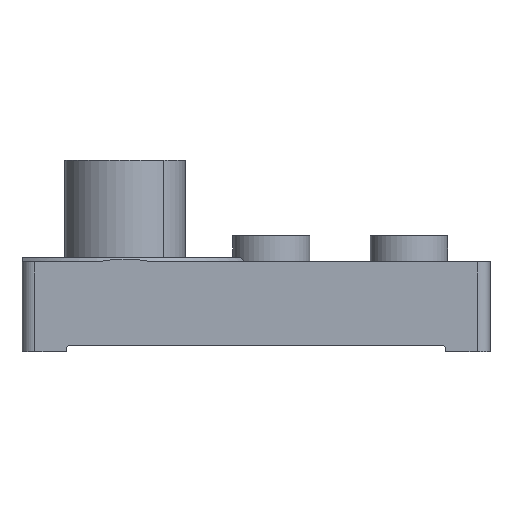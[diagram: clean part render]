
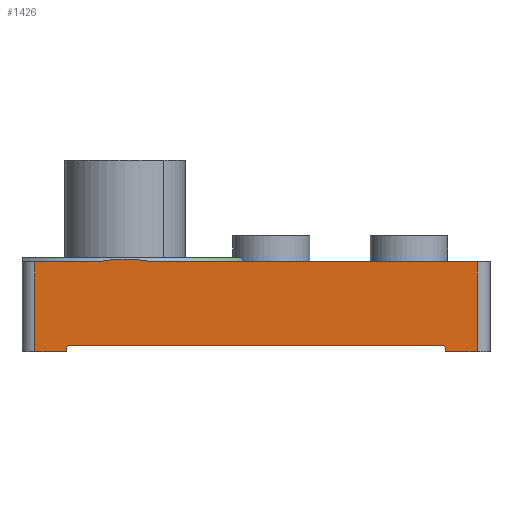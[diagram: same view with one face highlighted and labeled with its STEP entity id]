
A CAD part, left-side view. The second image highlights one B-rep face of the part: STEP entity #1426.
In plain terms, the highlighted planar face has unit normal (-1, 0, 0).
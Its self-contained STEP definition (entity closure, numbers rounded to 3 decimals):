
#1426=ADVANCED_FACE('',(#3025),#26797,.T.);
#3025=FACE_OUTER_BOUND('',#4806,.T.);
#4806=EDGE_LOOP('',(#11697,#11698,#11699,#11700,#11701,#11702,#11703,#11704,
#11705,#11706,#11707,#11708));
#11697=ORIENTED_EDGE('',*,*,#17250,.F.);
#11698=ORIENTED_EDGE('',*,*,#17090,.T.);
#11699=ORIENTED_EDGE('',*,*,#17110,.F.);
#11700=ORIENTED_EDGE('',*,*,#17119,.F.);
#11701=ORIENTED_EDGE('',*,*,#17111,.F.);
#11702=ORIENTED_EDGE('',*,*,#17121,.F.);
#11703=ORIENTED_EDGE('',*,*,#17112,.F.);
#11704=ORIENTED_EDGE('',*,*,#17117,.T.);
#11705=ORIENTED_EDGE('',*,*,#17251,.T.);
#11706=ORIENTED_EDGE('',*,*,#16156,.F.);
#11707=ORIENTED_EDGE('',*,*,#16068,.F.);
#11708=ORIENTED_EDGE('',*,*,#16154,.F.);
#16068=EDGE_CURVE('',#24066,#24067,#21791,.T.);
#16154=EDGE_CURVE('',#24139,#24066,#21852,.T.);
#16156=EDGE_CURVE('',#24067,#24140,#21854,.T.);
#17090=EDGE_CURVE('',#24617,#24638,#22235,.T.);
#17110=EDGE_CURVE('',#24637,#24638,#22249,.T.);
#17111=EDGE_CURVE('',#24640,#24639,#22250,.T.);
#17112=EDGE_CURVE('',#24642,#24641,#22251,.T.);
#17117=EDGE_CURVE('',#24642,#24619,#22256,.T.);
#17119=EDGE_CURVE('',#24639,#24637,#20010,.T.);
#17121=EDGE_CURVE('',#24641,#24640,#20012,.T.);
#17250=EDGE_CURVE('',#24617,#24139,#20113,.T.);
#17251=EDGE_CURVE('',#24619,#24140,#20114,.T.);
#20010=(
BOUNDED_CURVE()
B_SPLINE_CURVE(2,(#46134,#46135,#46136),.UNSPECIFIED.,.F.,.F.)
B_SPLINE_CURVE_WITH_KNOTS((3,3),(-54.675,-53.104),
 .UNSPECIFIED.)
CURVE()
GEOMETRIC_REPRESENTATION_ITEM()
RATIONAL_B_SPLINE_CURVE((1.,0.707,1.))
REPRESENTATION_ITEM('')
);
#20012=(
BOUNDED_CURVE()
B_SPLINE_CURVE(2,(#46140,#46141,#46142),.UNSPECIFIED.,.F.,.F.)
B_SPLINE_CURVE_WITH_KNOTS((3,3),(-142.439,-140.868),
 .UNSPECIFIED.)
CURVE()
GEOMETRIC_REPRESENTATION_ITEM()
RATIONAL_B_SPLINE_CURVE((1.,0.707,1.))
REPRESENTATION_ITEM('')
);
#20113=(
BOUNDED_CURVE()
B_SPLINE_CURVE(1,(#46474,#46475,#46476,#46477),.UNSPECIFIED.,.F.,.F.)
B_SPLINE_CURVE_WITH_KNOTS((2,1,1,2),(-19.05,-17.361,-15.561,
1.8),.UNSPECIFIED.)
CURVE()
GEOMETRIC_REPRESENTATION_ITEM()
RATIONAL_B_SPLINE_CURVE((1.,1.,1.,1.))
REPRESENTATION_ITEM('')
);
#20114=(
BOUNDED_CURVE()
B_SPLINE_CURVE(1,(#46478,#46479,#46480,#46481),.UNSPECIFIED.,.F.,.F.)
B_SPLINE_CURVE_WITH_KNOTS((2,1,1,2),(-4.05,-2.361,
-0.561,16.8),.UNSPECIFIED.)
CURVE()
GEOMETRIC_REPRESENTATION_ITEM()
RATIONAL_B_SPLINE_CURVE((1.,1.,1.,1.))
REPRESENTATION_ITEM('')
);
#21791=B_SPLINE_CURVE_WITH_KNOTS('',3,(#42821,#42822,#42823,#42824,#42825,
#42826,#42827,#42828,#42829,#42830,#42831,#42832,#42833,#42834,#42835,#42836,
#42837,#42838,#42839),.UNSPECIFIED.,.F.,.F.,(4,2,2,2,3,2,2,2,4),(0.,1.62,
3.24,4.86,6.48,8.1,9.72,
11.34,12.959),.UNSPECIFIED.);
#21852=B_SPLINE_CURVE_WITH_KNOTS('',1,(#43068,#43069),.UNSPECIFIED.,.F.,
 .F.,(2,2),(0.,14.536),.UNSPECIFIED.);
#21854=B_SPLINE_CURVE_WITH_KNOTS('',1,(#43072,#43073,#43074),
 .UNSPECIFIED.,.F.,.F.,(2,1,2),(0.,43.71,75.398),
 .UNSPECIFIED.);
#22235=B_SPLINE_CURVE_WITH_KNOTS('',1,(#46071,#46072),.UNSPECIFIED.,.F.,
 .F.,(2,2),(-102.781,-95.487),.UNSPECIFIED.);
#22249=B_SPLINE_CURVE_WITH_KNOTS('',1,(#46116,#46117),.UNSPECIFIED.,.F.,
 .F.,(2,2),(-53.104,-52.604),.UNSPECIFIED.);
#22250=B_SPLINE_CURVE_WITH_KNOTS('',1,(#46118,#46119),.UNSPECIFIED.,.F.,
 .F.,(2,2),(18.572,104.765),.UNSPECIFIED.);
#22251=B_SPLINE_CURVE_WITH_KNOTS('',1,(#46120,#46121),.UNSPECIFIED.,.F.,
 .F.,(2,2),(-21.362,-20.862),.UNSPECIFIED.);
#22256=B_SPLINE_CURVE_WITH_KNOTS('',1,(#46130,#46131),.UNSPECIFIED.,.F.,
 .F.,(2,2),(-7.294,0.),.UNSPECIFIED.);
#24066=VERTEX_POINT('',#34447);
#24067=VERTEX_POINT('',#34448);
#24139=VERTEX_POINT('',#34520);
#24140=VERTEX_POINT('',#34521);
#24617=VERTEX_POINT('',#34998);
#24619=VERTEX_POINT('',#35000);
#24637=VERTEX_POINT('',#35018);
#24638=VERTEX_POINT('',#35019);
#24639=VERTEX_POINT('',#35020);
#24640=VERTEX_POINT('',#35021);
#24641=VERTEX_POINT('',#35022);
#24642=VERTEX_POINT('',#35023);
#26797=PLANE('',#28046);
#28046=AXIS2_PLACEMENT_3D('',#32746,#29488,$);
#29488=DIRECTION('',(-1.,0.,0.));
#32746=CARTESIAN_POINT('',(-104.575,-20.848,0.954));
#34447=CARTESIAN_POINT('',(-104.575,67.397,0.));
#34448=CARTESIAN_POINT('',(-104.575,54.551,0.));
#34520=CARTESIAN_POINT('',(-104.575,81.933,0.));
#34521=CARTESIAN_POINT('',(-104.575,-20.848,0.));
#34998=CARTESIAN_POINT('',(-104.575,81.933,-20.85));
#35000=CARTESIAN_POINT('',(-104.575,-20.848,-20.85));
#35018=CARTESIAN_POINT('',(-104.575,74.639,-20.35));
#35019=CARTESIAN_POINT('',(-104.575,74.639,-20.85));
#35020=CARTESIAN_POINT('',(-104.575,73.639,-19.35));
#35021=CARTESIAN_POINT('',(-104.575,-12.554,-19.35));
#35022=CARTESIAN_POINT('',(-104.575,-13.554,-20.35));
#35023=CARTESIAN_POINT('',(-104.575,-13.554,-20.85));
#42821=CARTESIAN_POINT('',(-104.575,67.397,0.));
#42822=CARTESIAN_POINT('',(-104.575,66.87,0.12));
#42823=CARTESIAN_POINT('',(-104.575,66.341,0.226));
#42824=CARTESIAN_POINT('',(-104.575,65.276,0.41));
#42825=CARTESIAN_POINT('',(-104.575,64.742,0.487));
#42826=CARTESIAN_POINT('',(-104.575,63.669,0.612));
#42827=CARTESIAN_POINT('',(-104.575,63.132,0.659));
#42828=CARTESIAN_POINT('',(-104.575,62.053,0.723));
#42829=CARTESIAN_POINT('',(-104.575,61.514,0.739));
#42830=CARTESIAN_POINT('',(-104.575,60.974,0.739));
#42831=CARTESIAN_POINT('',(-104.575,60.433,0.739));
#42832=CARTESIAN_POINT('',(-104.575,59.894,0.723));
#42833=CARTESIAN_POINT('',(-104.575,58.816,0.659));
#42834=CARTESIAN_POINT('',(-104.575,58.278,0.612));
#42835=CARTESIAN_POINT('',(-104.575,57.205,0.487));
#42836=CARTESIAN_POINT('',(-104.575,56.671,0.41));
#42837=CARTESIAN_POINT('',(-104.575,55.606,0.226));
#42838=CARTESIAN_POINT('',(-104.575,55.077,0.12));
#42839=CARTESIAN_POINT('',(-104.575,54.551,0.));
#43068=CARTESIAN_POINT('',(-104.575,81.933,0.));
#43069=CARTESIAN_POINT('',(-104.575,67.397,0.));
#43072=CARTESIAN_POINT('',(-104.575,54.551,0.));
#43073=CARTESIAN_POINT('',(-104.575,10.84,0.));
#43074=CARTESIAN_POINT('',(-104.575,-20.848,0.));
#46071=CARTESIAN_POINT('',(-104.575,81.933,-20.85));
#46072=CARTESIAN_POINT('',(-104.575,74.639,-20.85));
#46116=CARTESIAN_POINT('',(-104.575,74.639,-20.35));
#46117=CARTESIAN_POINT('',(-104.575,74.639,-20.85));
#46118=CARTESIAN_POINT('',(-104.575,-12.554,-19.35));
#46119=CARTESIAN_POINT('',(-104.575,73.639,-19.35));
#46120=CARTESIAN_POINT('',(-104.575,-13.554,-20.85));
#46121=CARTESIAN_POINT('',(-104.575,-13.554,-20.35));
#46130=CARTESIAN_POINT('',(-104.575,-13.554,-20.85));
#46131=CARTESIAN_POINT('',(-104.575,-20.848,-20.85));
#46134=CARTESIAN_POINT('',(-104.575,73.639,-19.35));
#46135=CARTESIAN_POINT('',(-104.575,74.639,-19.35));
#46136=CARTESIAN_POINT('',(-104.575,74.639,-20.35));
#46140=CARTESIAN_POINT('',(-104.575,-13.554,-20.35));
#46141=CARTESIAN_POINT('',(-104.575,-13.554,-19.35));
#46142=CARTESIAN_POINT('',(-104.575,-12.554,-19.35));
#46474=CARTESIAN_POINT('',(-104.575,81.933,-20.85));
#46475=CARTESIAN_POINT('',(-104.575,81.933,-19.161));
#46476=CARTESIAN_POINT('',(-104.575,81.933,-17.361));
#46477=CARTESIAN_POINT('',(-104.575,81.933,0.));
#46478=CARTESIAN_POINT('',(-104.575,-20.848,-20.85));
#46479=CARTESIAN_POINT('',(-104.575,-20.848,-19.161));
#46480=CARTESIAN_POINT('',(-104.575,-20.848,-17.361));
#46481=CARTESIAN_POINT('',(-104.575,-20.848,0.));
